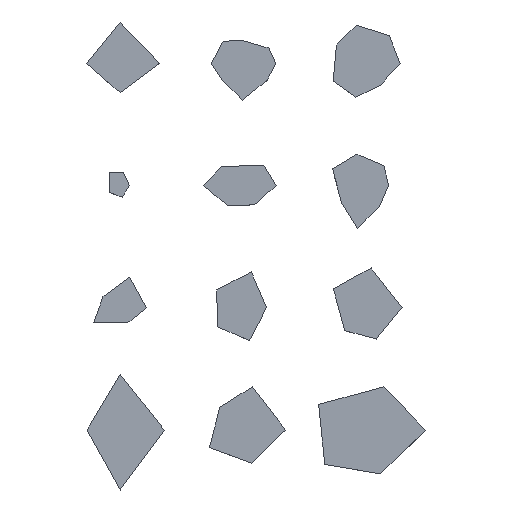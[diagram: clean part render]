
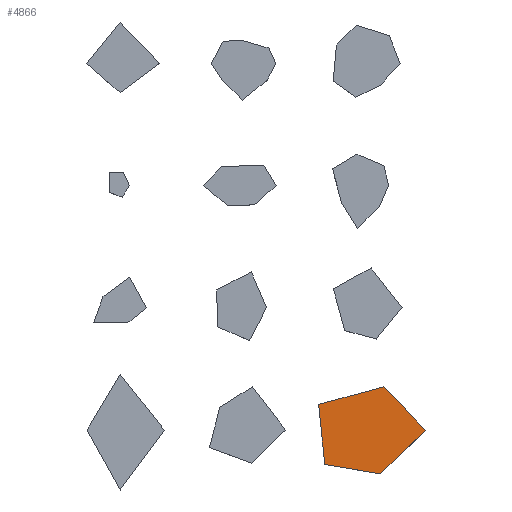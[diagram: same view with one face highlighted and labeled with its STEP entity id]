
A CAD part, top view. The second image highlights one B-rep face of the part: STEP entity #4866.
In plain terms, the highlighted planar face has unit normal (0, 0, 1).
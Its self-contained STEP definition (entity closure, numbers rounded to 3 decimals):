
#4475 = VERTEX_POINT('',#4476);
#4476 = CARTESIAN_POINT('',(154.866,0.,5.));
#4483 = PLANE('',#4484);
#4484 = AXIS2_PLACEMENT_3D('',#4485,#4486,#4487);
#4485 = CARTESIAN_POINT('',(154.866,0.,0.));
#4486 = DIRECTION('',(-0.717,-0.697,0.));
#4487 = DIRECTION('',(-0.697,0.717,0.));
#4495 = PLANE('',#4496);
#4496 = AXIS2_PLACEMENT_3D('',#4497,#4498,#4499);
#4497 = CARTESIAN_POINT('',(132.243,-22.254,0.));
#4498 = DIRECTION('',(-0.701,0.713,0.));
#4499 = DIRECTION('',(0.713,0.701,0.));
#4507 = EDGE_CURVE('',#4475,#4508,#4510,.T.);
#4508 = VERTEX_POINT('',#4509);
#4509 = CARTESIAN_POINT('',(133.621,21.873,5.));
#4510 = SURFACE_CURVE('',#4511,(#4515,#4522),.PCURVE_S1.);
#4511 = LINE('',#4512,#4513);
#4512 = CARTESIAN_POINT('',(154.866,0.,5.));
#4513 = VECTOR('',#4514,1.);
#4514 = DIRECTION('',(-0.697,0.717,0.));
#4515 = PCURVE('',#4483,#4516);
#4516 = DEFINITIONAL_REPRESENTATION('',(#4517),#4521);
#4517 = LINE('',#4518,#4519);
#4518 = CARTESIAN_POINT('',(0.,-5.));
#4519 = VECTOR('',#4520,1.);
#4520 = DIRECTION('',(1.,0.));
#4521 = ( GEOMETRIC_REPRESENTATION_CONTEXT(2) 
PARAMETRIC_REPRESENTATION_CONTEXT() REPRESENTATION_CONTEXT('2D SPACE',''
  ) );
#4522 = PCURVE('',#4523,#4528);
#4523 = PLANE('',#4524);
#4524 = AXIS2_PLACEMENT_3D('',#4525,#4526,#4527);
#4525 = CARTESIAN_POINT('',(125.075,-0.411,5.));
#4526 = DIRECTION('',(0.,0.,1.));
#4527 = DIRECTION('',(1.,0.,-0.));
#4528 = DEFINITIONAL_REPRESENTATION('',(#4529),#4533);
#4529 = LINE('',#4530,#4531);
#4530 = CARTESIAN_POINT('',(29.791,0.411));
#4531 = VECTOR('',#4532,1.);
#4532 = DIRECTION('',(-0.697,0.717));
#4533 = ( GEOMETRIC_REPRESENTATION_CONTEXT(2) 
PARAMETRIC_REPRESENTATION_CONTEXT() REPRESENTATION_CONTEXT('2D SPACE',''
  ) );
#4551 = PLANE('',#4552);
#4552 = AXIS2_PLACEMENT_3D('',#4553,#4554,#4555);
#4553 = CARTESIAN_POINT('',(133.621,21.873,0.));
#4554 = DIRECTION('',(0.26,-0.965,0.));
#4555 = DIRECTION('',(-0.965,-0.26,0.));
#4593 = EDGE_CURVE('',#4508,#4594,#4596,.T.);
#4594 = VERTEX_POINT('',#4595);
#4595 = CARTESIAN_POINT('',(100.671,12.983,5.));
#4596 = SURFACE_CURVE('',#4597,(#4601,#4608),.PCURVE_S1.);
#4597 = LINE('',#4598,#4599);
#4598 = CARTESIAN_POINT('',(133.621,21.873,5.));
#4599 = VECTOR('',#4600,1.);
#4600 = DIRECTION('',(-0.965,-0.26,0.));
#4601 = PCURVE('',#4551,#4602);
#4602 = DEFINITIONAL_REPRESENTATION('',(#4603),#4607);
#4603 = LINE('',#4604,#4605);
#4604 = CARTESIAN_POINT('',(0.,-5.));
#4605 = VECTOR('',#4606,1.);
#4606 = DIRECTION('',(1.,0.));
#4607 = ( GEOMETRIC_REPRESENTATION_CONTEXT(2) 
PARAMETRIC_REPRESENTATION_CONTEXT() REPRESENTATION_CONTEXT('2D SPACE',''
  ) );
#4608 = PCURVE('',#4523,#4609);
#4609 = DEFINITIONAL_REPRESENTATION('',(#4610),#4614);
#4610 = LINE('',#4611,#4612);
#4611 = CARTESIAN_POINT('',(8.546,22.284));
#4612 = VECTOR('',#4613,1.);
#4613 = DIRECTION('',(-0.965,-0.26));
#4614 = ( GEOMETRIC_REPRESENTATION_CONTEXT(2) 
PARAMETRIC_REPRESENTATION_CONTEXT() REPRESENTATION_CONTEXT('2D SPACE',''
  ) );
#4632 = PLANE('',#4633);
#4633 = AXIS2_PLACEMENT_3D('',#4634,#4635,#4636);
#4634 = CARTESIAN_POINT('',(100.671,12.983,0.));
#4635 = DIRECTION('',(0.995,0.103,-0.));
#4636 = DIRECTION('',(0.103,-0.995,0.));
#4669 = EDGE_CURVE('',#4594,#4670,#4672,.T.);
#4670 = VERTEX_POINT('',#4671);
#4671 = CARTESIAN_POINT('',(103.826,-17.404,5.));
#4672 = SURFACE_CURVE('',#4673,(#4677,#4684),.PCURVE_S1.);
#4673 = LINE('',#4674,#4675);
#4674 = CARTESIAN_POINT('',(100.671,12.983,5.));
#4675 = VECTOR('',#4676,1.);
#4676 = DIRECTION('',(0.103,-0.995,0.));
#4677 = PCURVE('',#4632,#4678);
#4678 = DEFINITIONAL_REPRESENTATION('',(#4679),#4683);
#4679 = LINE('',#4680,#4681);
#4680 = CARTESIAN_POINT('',(0.,-5.));
#4681 = VECTOR('',#4682,1.);
#4682 = DIRECTION('',(1.,0.));
#4683 = ( GEOMETRIC_REPRESENTATION_CONTEXT(2) 
PARAMETRIC_REPRESENTATION_CONTEXT() REPRESENTATION_CONTEXT('2D SPACE',''
  ) );
#4684 = PCURVE('',#4523,#4685);
#4685 = DEFINITIONAL_REPRESENTATION('',(#4686),#4690);
#4686 = LINE('',#4687,#4688);
#4687 = CARTESIAN_POINT('',(-24.405,13.394));
#4688 = VECTOR('',#4689,1.);
#4689 = DIRECTION('',(0.103,-0.995));
#4690 = ( GEOMETRIC_REPRESENTATION_CONTEXT(2) 
PARAMETRIC_REPRESENTATION_CONTEXT() REPRESENTATION_CONTEXT('2D SPACE',''
  ) );
#4708 = PLANE('',#4709);
#4709 = AXIS2_PLACEMENT_3D('',#4710,#4711,#4712);
#4710 = CARTESIAN_POINT('',(103.826,-17.404,0.));
#4711 = DIRECTION('',(0.168,0.986,-0.));
#4712 = DIRECTION('',(0.986,-0.168,0.));
#4745 = EDGE_CURVE('',#4670,#4746,#4748,.T.);
#4746 = VERTEX_POINT('',#4747);
#4747 = CARTESIAN_POINT('',(132.243,-22.254,5.));
#4748 = SURFACE_CURVE('',#4749,(#4753,#4760),.PCURVE_S1.);
#4749 = LINE('',#4750,#4751);
#4750 = CARTESIAN_POINT('',(103.826,-17.404,5.));
#4751 = VECTOR('',#4752,1.);
#4752 = DIRECTION('',(0.986,-0.168,0.));
#4753 = PCURVE('',#4708,#4754);
#4754 = DEFINITIONAL_REPRESENTATION('',(#4755),#4759);
#4755 = LINE('',#4756,#4757);
#4756 = CARTESIAN_POINT('',(0.,-5.));
#4757 = VECTOR('',#4758,1.);
#4758 = DIRECTION('',(1.,0.));
#4759 = ( GEOMETRIC_REPRESENTATION_CONTEXT(2) 
PARAMETRIC_REPRESENTATION_CONTEXT() REPRESENTATION_CONTEXT('2D SPACE',''
  ) );
#4760 = PCURVE('',#4523,#4761);
#4761 = DEFINITIONAL_REPRESENTATION('',(#4762),#4766);
#4762 = LINE('',#4763,#4764);
#4763 = CARTESIAN_POINT('',(-21.249,-16.993));
#4764 = VECTOR('',#4765,1.);
#4765 = DIRECTION('',(0.986,-0.168));
#4766 = ( GEOMETRIC_REPRESENTATION_CONTEXT(2) 
PARAMETRIC_REPRESENTATION_CONTEXT() REPRESENTATION_CONTEXT('2D SPACE',''
  ) );
#4816 = EDGE_CURVE('',#4746,#4475,#4817,.T.);
#4817 = SURFACE_CURVE('',#4818,(#4822,#4829),.PCURVE_S1.);
#4818 = LINE('',#4819,#4820);
#4819 = CARTESIAN_POINT('',(132.243,-22.254,5.));
#4820 = VECTOR('',#4821,1.);
#4821 = DIRECTION('',(0.713,0.701,0.));
#4822 = PCURVE('',#4495,#4823);
#4823 = DEFINITIONAL_REPRESENTATION('',(#4824),#4828);
#4824 = LINE('',#4825,#4826);
#4825 = CARTESIAN_POINT('',(0.,-5.));
#4826 = VECTOR('',#4827,1.);
#4827 = DIRECTION('',(1.,0.));
#4828 = ( GEOMETRIC_REPRESENTATION_CONTEXT(2) 
PARAMETRIC_REPRESENTATION_CONTEXT() REPRESENTATION_CONTEXT('2D SPACE',''
  ) );
#4829 = PCURVE('',#4523,#4830);
#4830 = DEFINITIONAL_REPRESENTATION('',(#4831),#4835);
#4831 = LINE('',#4832,#4833);
#4832 = CARTESIAN_POINT('',(7.168,-21.843));
#4833 = VECTOR('',#4834,1.);
#4834 = DIRECTION('',(0.713,0.701));
#4835 = ( GEOMETRIC_REPRESENTATION_CONTEXT(2) 
PARAMETRIC_REPRESENTATION_CONTEXT() REPRESENTATION_CONTEXT('2D SPACE',''
  ) );
#4866 = ADVANCED_FACE('',(#4867),#4523,.T.);
#4867 = FACE_BOUND('',#4868,.T.);
#4868 = EDGE_LOOP('',(#4869,#4870,#4871,#4872,#4873));
#4869 = ORIENTED_EDGE('',*,*,#4507,.T.);
#4870 = ORIENTED_EDGE('',*,*,#4593,.T.);
#4871 = ORIENTED_EDGE('',*,*,#4669,.T.);
#4872 = ORIENTED_EDGE('',*,*,#4745,.T.);
#4873 = ORIENTED_EDGE('',*,*,#4816,.T.);
